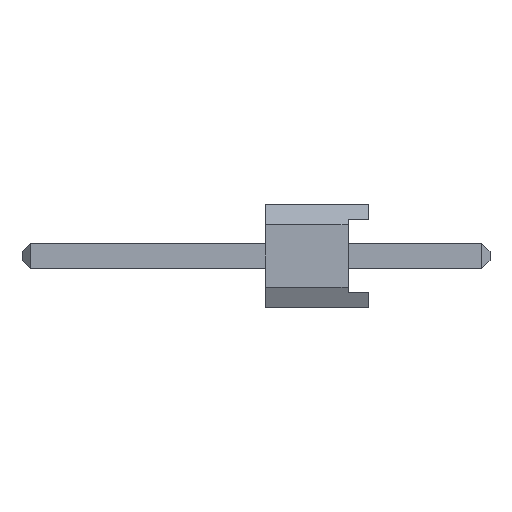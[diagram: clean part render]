
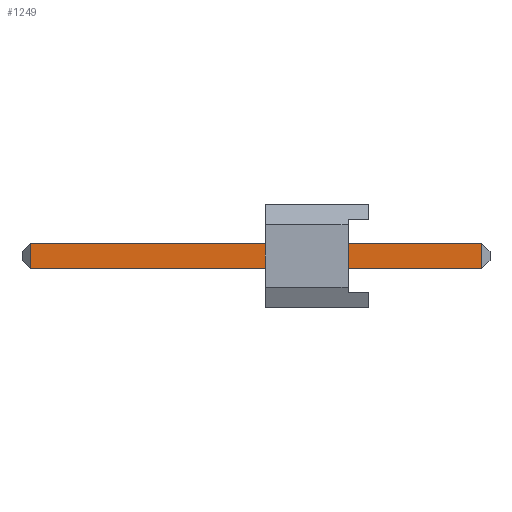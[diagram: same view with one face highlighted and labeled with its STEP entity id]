
A CAD part, left-side view. The second image highlights one B-rep face of the part: STEP entity #1249.
In plain terms, the highlighted planar face has unit normal (-1, 0, 0).
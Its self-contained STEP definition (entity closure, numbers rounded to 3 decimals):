
#62 = VECTOR ( 'NONE', #1771, 1000. ) ;
#75 = CARTESIAN_POINT ( 'NONE',  ( -0.32, -0.32, 5.77 ) ) ;
#153 = LINE ( 'NONE', #1866, #909 ) ;
#228 = CARTESIAN_POINT ( 'NONE',  ( -0.32, -0.32, 5.77 ) ) ;
#233 = VERTEX_POINT ( 'NONE', #1085 ) ;
#395 = VECTOR ( 'NONE', #1807, 1000. ) ;
#400 = CARTESIAN_POINT ( 'NONE',  ( -0.32, 0.32, 5.77 ) ) ;
#434 = EDGE_CURVE ( 'NONE', #789, #743, #153, .T. ) ;
#508 = EDGE_CURVE ( 'NONE', #743, #1826, #1353, .T. ) ;
#715 = DIRECTION ( 'NONE',  ( 0., 0., -1. ) ) ;
#743 = VERTEX_POINT ( 'NONE', #1326 ) ;
#789 = VERTEX_POINT ( 'NONE', #1827 ) ;
#830 = LINE ( 'NONE', #1823, #395 ) ;
#866 = EDGE_CURVE ( 'NONE', #1826, #233, #830, .T. ) ;
#892 = ORIENTED_EDGE ( 'NONE', *, *, #1167, .F. ) ;
#909 = VECTOR ( 'NONE', #981, 1000. ) ;
#970 = EDGE_LOOP ( 'NONE', ( #1768, #1147, #1285, #892 ) ) ;
#981 = DIRECTION ( 'NONE',  ( 0., -1., 0. ) ) ;
#1027 = VECTOR ( 'NONE', #1610, 1000. ) ;
#1071 = LINE ( 'NONE', #400, #1027 ) ;
#1085 = CARTESIAN_POINT ( 'NONE',  ( -0.32, 0.32, -5.57 ) ) ;
#1147 = ORIENTED_EDGE ( 'NONE', *, *, #508, .F. ) ;
#1158 = PLANE ( 'NONE',  #1324 ) ;
#1167 = EDGE_CURVE ( 'NONE', #233, #789, #1071, .T. ) ;
#1249 = ADVANCED_FACE ( 'NONE', ( #1352 ), #1158, .F. ) ;
#1285 = ORIENTED_EDGE ( 'NONE', *, *, #434, .F. ) ;
#1324 = AXIS2_PLACEMENT_3D ( 'NONE', #228, #1626, #715 ) ;
#1326 = CARTESIAN_POINT ( 'NONE',  ( -0.32, -0.32, 5.57 ) ) ;
#1352 = FACE_OUTER_BOUND ( 'NONE', #970, .T. ) ;
#1353 = LINE ( 'NONE', #75, #62 ) ;
#1604 = CARTESIAN_POINT ( 'NONE',  ( -0.32, -0.32, -5.57 ) ) ;
#1610 = DIRECTION ( 'NONE',  ( 0., 0., 1. ) ) ;
#1626 = DIRECTION ( 'NONE',  ( 1., 0., 0. ) ) ;
#1768 = ORIENTED_EDGE ( 'NONE', *, *, #866, .F. ) ;
#1771 = DIRECTION ( 'NONE',  ( 0., 0., -1. ) ) ;
#1807 = DIRECTION ( 'NONE',  ( 0., 1., 0. ) ) ;
#1823 = CARTESIAN_POINT ( 'NONE',  ( -0.32, -0.32, -5.57 ) ) ;
#1826 = VERTEX_POINT ( 'NONE', #1604 ) ;
#1827 = CARTESIAN_POINT ( 'NONE',  ( -0.32, 0.32, 5.57 ) ) ;
#1866 = CARTESIAN_POINT ( 'NONE',  ( -0.32, -0.32, 5.57 ) ) ;
